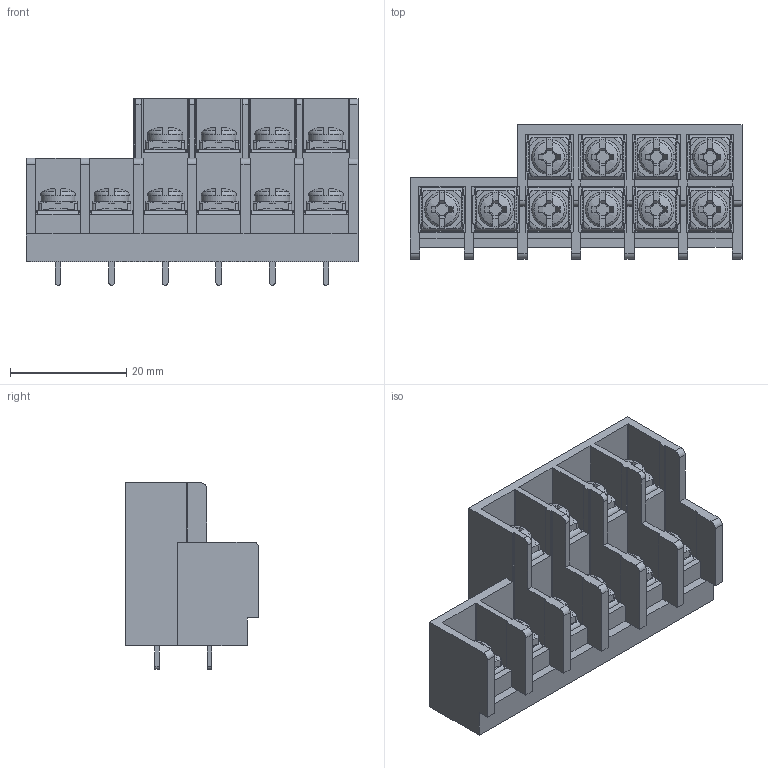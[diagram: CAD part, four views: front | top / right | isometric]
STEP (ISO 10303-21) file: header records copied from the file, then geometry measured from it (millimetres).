
FILE_DESCRIPTION( ( 'Unknown' ), '1' );
FILE_NAME( 'TDE-124106U04.stp', 'Unknown', ( 'Unknown' ), ( 'Unknown' ), 'XStep 1.0', 'Unknown', ' ' );
FILE_SCHEMA( ( 'automotive_design' ) );
Length unit declared in the file: millimetre
Products named in the file (1): 1
Bounding box: 57 x 23 x 32 mm (x, y, z)
Volume: 16039.5 mm3; surface area: 11445.3 mm2
Topology: 1 solids, 1 shells, 1807 faces, 5415 edges, 3474 vertices
Faces by surface type: plane 1471, cylinder 176, revolution 80, bspline 60, torus 20
Full cylindrical faces by diameter (mm): 0.001 x4, 6 x10
Entity records: 62790 total; most frequent: CARTESIAN_POINT 15043, ORIENTED_EDGE 10786, DIRECTION 8797, EDGE_CURVE 5393, LINE 4181, VECTOR 4181, VERTEX_POINT 3466, AXIS2_PLACEMENT_3D 2268
